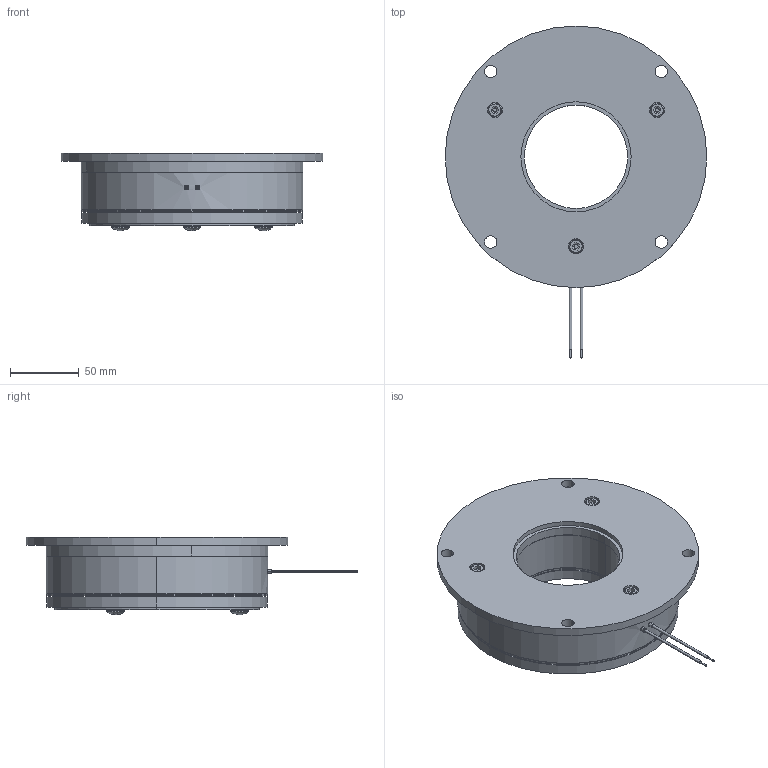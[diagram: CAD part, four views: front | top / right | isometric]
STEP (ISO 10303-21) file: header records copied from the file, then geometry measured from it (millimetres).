
FILE_DESCRIPTION (( 'STEP AP214' ), '1' );
FILE_NAME ('dr_bk_10P1-110_mu.STEP', '2024-05-27T07:36:50', ( '' ), ( '' ), 'SwSTEP 2.0', 'SolidWorks 2022', '' );
FILE_SCHEMA (( 'AUTOMOTIVE_DESIGN' ));
Length unit declared in the file: millimetre
Products named in the file (7): dr_bk_10P1-110_mu; 10068978_000; 10068865_000; 10069038_000; 10068864_000_Einbaulänge 6,1mm; 10069037_000; 10069036_000
Assembly tree (10 placements, depth 3):
  dr_bk_10P1-110_mu
    10068978_000
    10069037_000
      10069038_000
      10069036_000
      10068864_000_Einbaulänge 6,1mm  x3
      10068865_000  x3
Bounding box: 190 x 241 x 56.3 mm (x, y, z)
Volume: 840211 mm3; surface area: 143128.3 mm2
Topology: 11 solids, 11 shells, 278 faces, 602 edges, 364 vertices
Faces by surface type: cylinder 130, plane 72, cone 50, torus 20, sphere 6
Entity records: 8745 total; most frequent: CARTESIAN_POINT 1474, DIRECTION 1196, ORIENTED_EDGE 992, EDGE_CURVE 496, AXIS2_PLACEMENT_3D 492, VERTEX_POINT 304, EDGE_LOOP 290, CIRCLE 250
